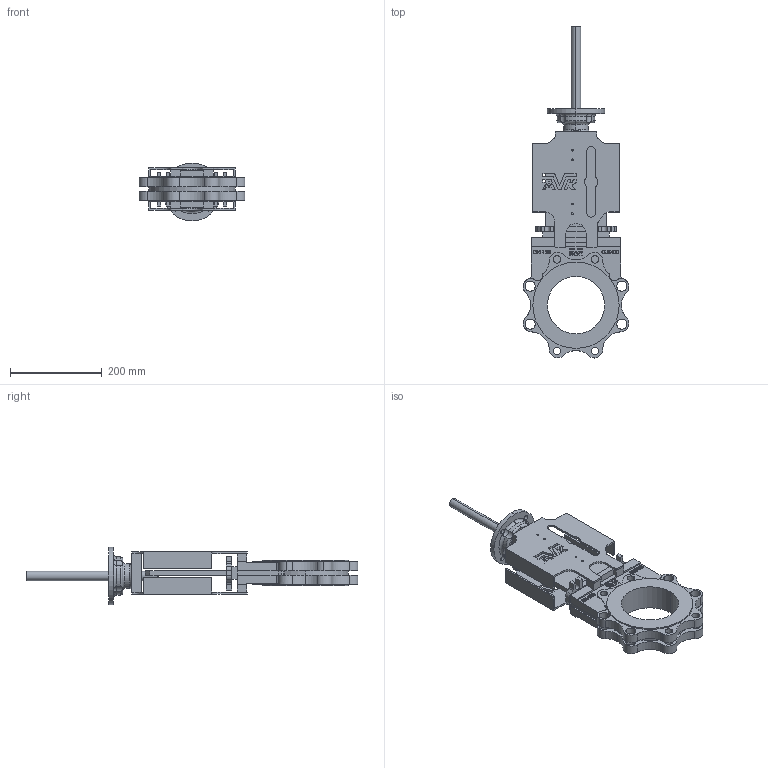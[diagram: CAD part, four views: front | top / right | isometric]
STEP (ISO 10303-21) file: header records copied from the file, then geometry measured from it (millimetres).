
FILE_DESCRIPTION (( 'STEP AP203' ), '1' );
FILE_NAME ('70212550034.STEP', '2017-04-19T09:07:47', ( '' ), ( '' ), 'SwSTEP 2.0', 'SolidWorks 2016', '' );
FILE_SCHEMA (( 'CONFIG_CONTROL_DESIGN' ));
Length unit declared in the file: millimetre
Products named in the file (1): 70212550034
Bounding box: 230.01 x 722.97 x 126 mm (x, y, z)
Volume: 2929646.9 mm3; surface area: 490508.7 mm2
Topology: 1 solids, 1 shells, 1097 faces, 3120 edges, 2074 vertices
Faces by surface type: plane 510, cylinder 428, bspline 139, torus 19, cone 1
Entity records: 44738 total; most frequent: CARTESIAN_POINT 16063, ORIENTED_EDGE 6240, DIRECTION 5624, EDGE_CURVE 3120, VERTEX_POINT 2074, VECTOR 1930, LINE 1930, AXIS2_PLACEMENT_3D 1847
